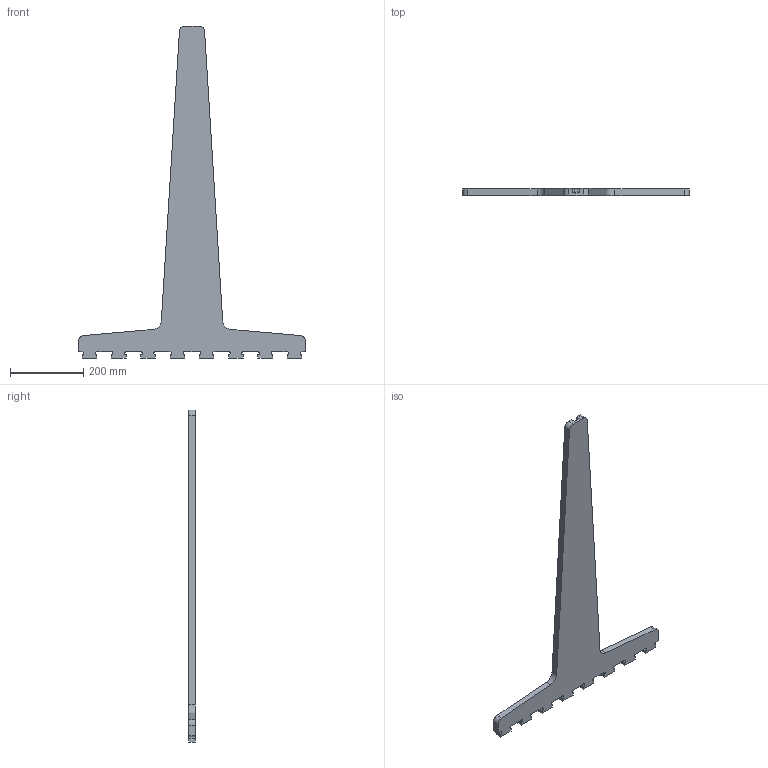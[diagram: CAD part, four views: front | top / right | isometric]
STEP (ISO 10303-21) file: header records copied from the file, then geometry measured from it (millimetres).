
FILE_DESCRIPTION(('CATIA V5 STEP Exchange'),'2;1');
FILE_NAME('Pied.stp','2018-11-01T13:30:30+00:00',('none'),('none'),'CATIA Version 5 Release 20 GA (IN-10)','CATIA V5 STEP AP203','none');
FILE_SCHEMA(('CONFIG_CONTROL_DESIGN'));
Length unit declared in the file: millimetre
Products named in the file (1): Pied
Bounding box: 620 x 18 x 907 mm (x, y, z)
Volume: 2284722.4 mm3; surface area: 354538.5 mm2
Topology: 1 solids, 1 shells, 84 faces, 243 edges, 162 vertices
Faces by surface type: plane 55, cylinder 29
Entity records: 2659 total; most frequent: ORIENTED_EDGE 486, CARTESIAN_POINT 472, DIRECTION 375, EDGE_CURVE 243, VECTOR 185, LINE 185, VERTEX_POINT 162, AXIS2_PLACEMENT_3D 125
